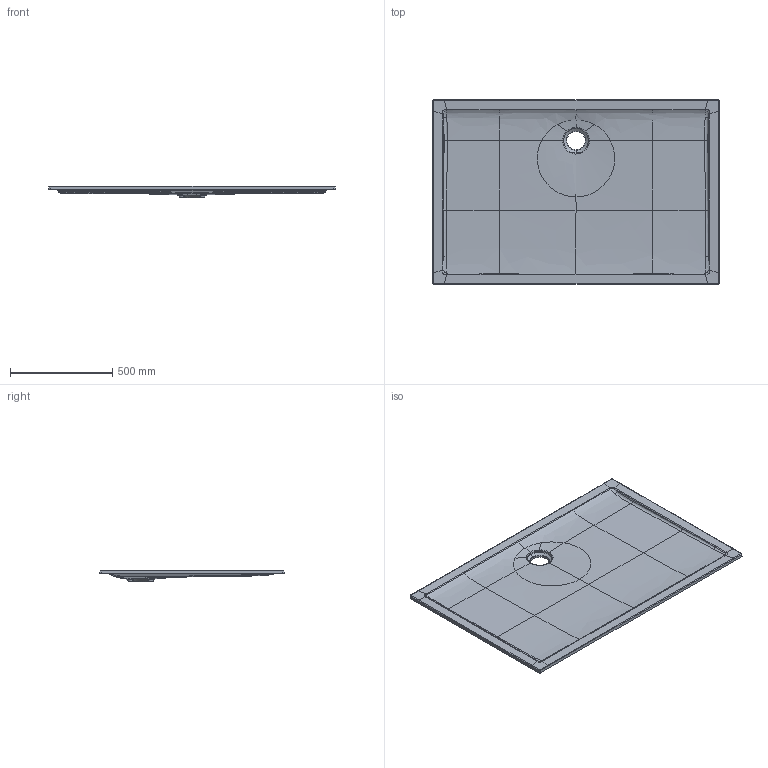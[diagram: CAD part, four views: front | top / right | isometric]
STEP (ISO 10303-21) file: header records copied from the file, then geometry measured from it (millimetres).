
FILE_DESCRIPTION((''),'2;1');
FILE_NAME('UDQ1490FFL2V_FUTURION_FLAT','2022-07-12T09:09:46',('GrootJ'),('Villeroy & Boch Wellness bv'),'CREO PARAMETRIC BY PTC INC, 2020454','CREO PARAMETRIC BY PTC INC, 2020454','');
FILE_SCHEMA(('CONFIG_CONTROL_DESIGN'));
Length unit declared in the file: millimetre
Products named in the file (1): UDQ1490FFL2V_FUTURION_FLAT
Bounding box: 1399.79 x 899.79 x 55.05 mm (x, y, z)
Volume: 20596364.2 mm3; surface area: 2625830.6 mm2
Topology: 1 solids, 1 shells, 318 faces, 735 edges, 419 vertices
Faces by surface type: bspline 218, plane 26, extrusion 24, cylinder 18, cone 12, torus 10, sphere 8, revolution 2
Entity records: 21166 total; most frequent: CARTESIAN_POINT 15777, ORIENTED_EDGE 1466, EDGE_CURVE 733, B_SPLINE_CURVE_WITH_KNOTS 560, DIRECTION 457, VERTEX_POINT 419, EDGE_LOOP 322, FACE_OUTER_BOUND 318
